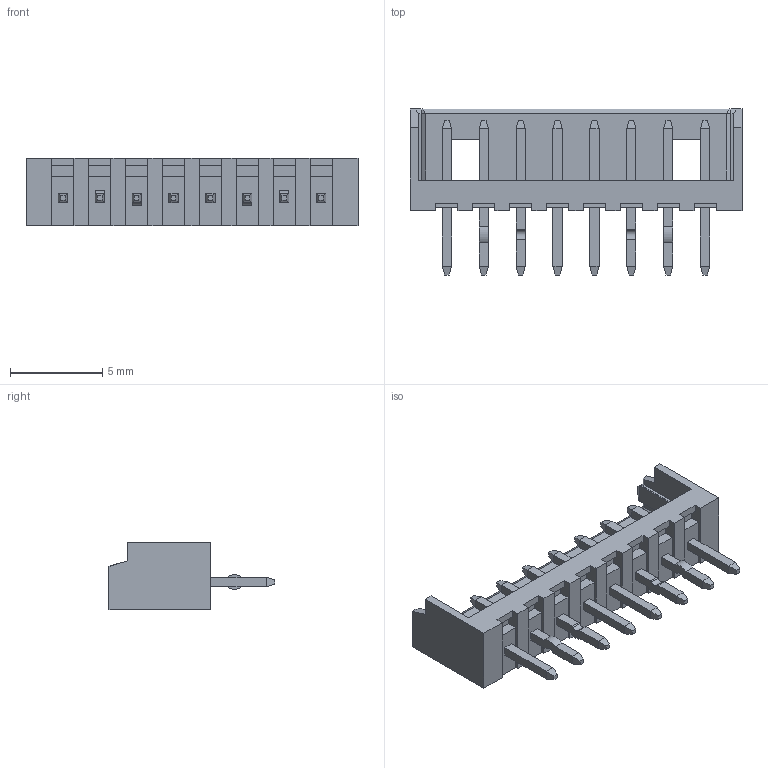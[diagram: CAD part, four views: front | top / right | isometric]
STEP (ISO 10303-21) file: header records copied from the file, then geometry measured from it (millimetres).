
FILE_DESCRIPTION((''),'2;1');
FILE_NAME('532530870','2019-09-13T',('gga'),(''),'PRO/ENGINEER BY PARAMETRIC TECHNOLOGY CORPORATION, 2016010','PRO/ENGINEER BY PARAMETRIC TECHNOLOGY CORPORATION, 2016010','');
FILE_SCHEMA(('CONFIG_CONTROL_DESIGN'));
Length unit declared in the file: millimetre
Products named in the file (1): 532530870
Bounding box: 18 x 9 x 3.65 mm (x, y, z)
Volume: 145.9 mm3; surface area: 529 mm2
Topology: 1 solids, 1 shells, 297 faces, 779 edges, 498 vertices
Faces by surface type: plane 281, cylinder 16
Entity records: 8924 total; most frequent: CARTESIAN_POINT 1559, ORIENTED_EDGE 1526, DIRECTION 1423, EDGE_CURVE 763, VECTOR 731, LINE 731, VERTEX_POINT 482, AXIS2_PLACEMENT_3D 346
